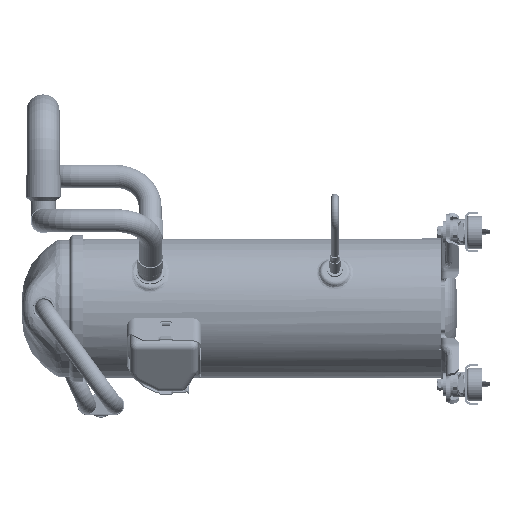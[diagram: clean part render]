
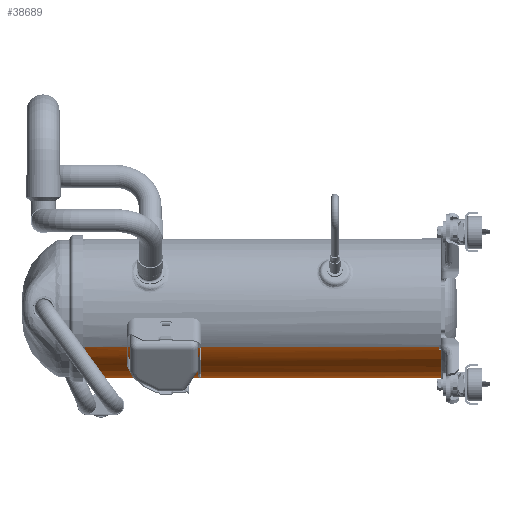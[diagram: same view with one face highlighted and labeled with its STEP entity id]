
A CAD part, left-side view. The second image highlights one B-rep face of the part: STEP entity #38689.
In plain terms, the highlighted cylindrical face has radius 87.48 mm (diameter 174.96 mm), a partial arc.
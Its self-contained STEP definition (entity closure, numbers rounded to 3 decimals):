
#37088=CARTESIAN_POINT('',(0.,0.,0.));
#37089=DIRECTION('',(0.,1.,0.));
#37090=DIRECTION('',(1.,0.,0.));
#37091=AXIS2_PLACEMENT_3D('',#37088,#37089,#37090);
#37121=CARTESIAN_POINT('',(0.,444.8,0.));
#37122=DIRECTION('',(0.,1.,0.));
#37123=DIRECTION('',(1.,0.,0.));
#37124=AXIS2_PLACEMENT_3D('',#37121,#37122,#37123);
#37126=CARTESIAN_POINT('',(-87.48,385.251,
0.));
#37127=CARTESIAN_POINT('',(-87.48,385.252,
-1.451));
#37128=CARTESIAN_POINT('',(-87.41,385.216,
-4.528));
#37129=CARTESIAN_POINT('',(-86.988,384.748,
-9.806));
#37130=CARTESIAN_POINT('',(-86.187,383.25,
-15.292));
#37131=CARTESIAN_POINT('',(-85.188,380.707,
-20.062));
#37132=CARTESIAN_POINT('',(-84.133,377.261,
-24.068));
#37133=CARTESIAN_POINT('',(-83.121,372.87,
-27.323));
#37134=CARTESIAN_POINT('',(-82.316,367.72,
-29.631));
#37135=CARTESIAN_POINT('',(-81.849,362.018,
-30.881));
#37136=CARTESIAN_POINT('',(-81.807,356.125,
-30.989));
#37137=CARTESIAN_POINT('',(-82.198,350.365,
-29.952));
#37138=CARTESIAN_POINT('',(-82.949,345.09,
-27.834));
#37139=CARTESIAN_POINT('',(-83.931,340.549,
-24.756));
#37140=CARTESIAN_POINT('',(-84.992,336.91,
-20.866));
#37141=CARTESIAN_POINT('',(-86.,334.216,
-16.292));
#37142=CARTESIAN_POINT('',(-86.877,332.452,
-10.809));
#37143=CARTESIAN_POINT('',(-87.4,331.821,
-4.927));
#37144=CARTESIAN_POINT('',(-87.48,331.787,
-1.59));
#37145=CARTESIAN_POINT('',(-87.48,331.789,
0.));
#37147=CARTESIAN_POINT('',(0.,2.,0.));
#37148=DIRECTION('',(0.,1.,0.));
#37149=DIRECTION('',(-0.999,0.,-0.046));
#37150=AXIS2_PLACEMENT_3D('',#37147,#37148,#37149);
#37152=DIRECTION('',(0.,1.,0.));
#37153=VECTOR('',#37152,2.);
#37154=CARTESIAN_POINT('',(-87.389,0.,-4.));
#37155=LINE('',#37154,#37153);
#37156=DIRECTION('',(0.,1.,0.));
#37157=VECTOR('',#37156,444.8);
#37158=CARTESIAN_POINT('',(87.48,0.,0.));
#37159=LINE('',#37158,#37157);
#37752=DIRECTION('',(0.,1.,0.));
#37753=VECTOR('',#37752,329.789);
#37754=CARTESIAN_POINT('',(-87.48,2.,0.));
#37755=LINE('',#37754,#37753);
#37756=CARTESIAN_POINT('',(-87.48,331.789,
0.));
#37775=CARTESIAN_POINT('',(-87.48,385.251,
0.));
#37777=DIRECTION('',(0.,1.,0.));
#37778=VECTOR('',#37777,59.549);
#37779=CARTESIAN_POINT('',(-87.48,385.251,
0.));
#37780=LINE('',#37779,#37778);
#38507=VERTEX_POINT('',#37756);
#38508=VERTEX_POINT('',#37775);
#38579=CARTESIAN_POINT('',(87.48,444.8,0.));
#38580=CARTESIAN_POINT('',(-87.48,444.8,0.));
#38581=VERTEX_POINT('',#38579);
#38582=VERTEX_POINT('',#38580);
#38591=CARTESIAN_POINT('',(87.48,0.,0.));
#38592=VERTEX_POINT('',#38591);
#38597=CARTESIAN_POINT('',(-87.48,2.,0.));
#38598=VERTEX_POINT('',#38597);
#38601=CARTESIAN_POINT('',(-87.389,0.,-4.));
#38602=CARTESIAN_POINT('',(-87.389,2.,-4.));
#38603=VERTEX_POINT('',#38601);
#38604=VERTEX_POINT('',#38602);
#38668=CARTESIAN_POINT('',(0.,0.,0.));
#38669=DIRECTION('',(0.,1.,0.));
#38670=DIRECTION('',(1.,0.,0.));
#38671=AXIS2_PLACEMENT_3D('',#38668,#38669,#38670);
#38672=CYLINDRICAL_SURFACE('',#38671,87.48);
#38674=ORIENTED_EDGE('',*,*,#38673,.T.);
#38676=ORIENTED_EDGE('',*,*,#38675,.F.);
#38678=ORIENTED_EDGE('',*,*,#38677,.T.);
#38680=ORIENTED_EDGE('',*,*,#38679,.F.);
#38682=ORIENTED_EDGE('',*,*,#38681,.F.);
#38683=ORIENTED_EDGE('',*,*,#38661,.F.);
#38684=ORIENTED_EDGE('',*,*,#38624,.F.);
#38686=ORIENTED_EDGE('',*,*,#38685,.T.);
#38687=EDGE_LOOP('',(#38674,#38676,#38678,#38680,#38682,#38683,#38684,#38686));
#38688=FACE_OUTER_BOUND('',#38687,.F.);
#38689=ADVANCED_FACE('',(#38688),#38672,.T.);
#37092=CIRCLE('',#37091,87.48);
#37125=CIRCLE('',#37124,87.48);
#37146=B_SPLINE_CURVE_WITH_KNOTS('',3,(#37126,#37127,#37128,#37129,#37130,
#37131,#37132,#37133,#37134,#37135,#37136,#37137,#37138,#37139,#37140,#37141,
#37142,#37143,#37144,#37145),.UNSPECIFIED.,.F.,.F.,(4,1,1,1,1,1,1,1,1,1,1,1,1,1,
1,1,1,4),(0.,0.059,0.118,0.176,
0.235,0.294,0.353,0.412,
0.471,0.529,0.588,0.647,
0.706,0.765,0.824,0.882,
0.941,1.),.UNSPECIFIED.);
#37151=CIRCLE('',#37150,87.48);
#38624=EDGE_CURVE('',#38592,#38603,#37092,.T.);
#38661=EDGE_CURVE('',#38603,#38604,#37155,.T.);
#38673=EDGE_CURVE('',#38581,#38582,#37125,.T.);
#38675=EDGE_CURVE('',#38508,#38582,#37780,.T.);
#38677=EDGE_CURVE('',#38508,#38507,#37146,.T.);
#38679=EDGE_CURVE('',#38598,#38507,#37755,.T.);
#38681=EDGE_CURVE('',#38604,#38598,#37151,.T.);
#38685=EDGE_CURVE('',#38592,#38581,#37159,.T.);
